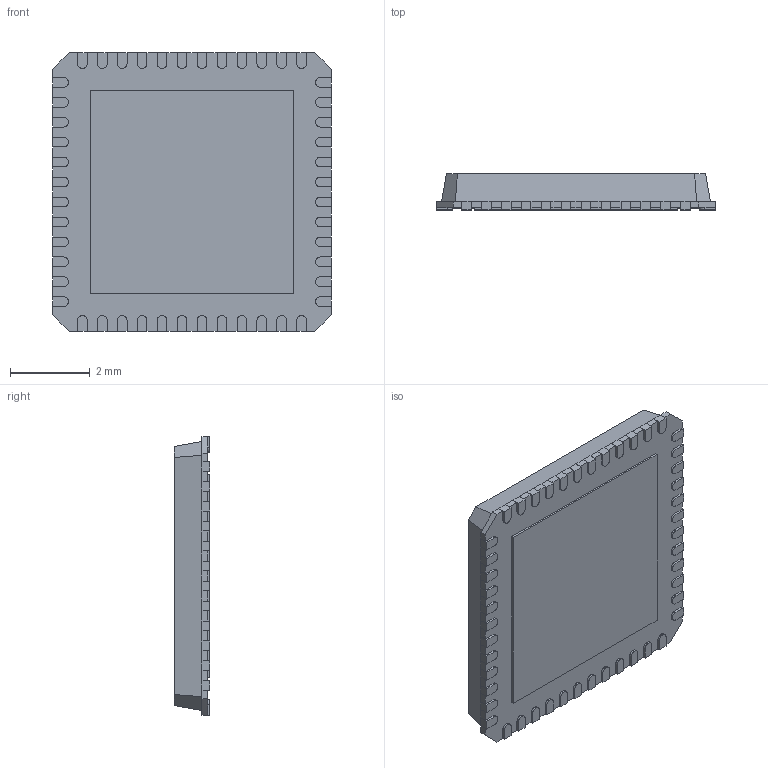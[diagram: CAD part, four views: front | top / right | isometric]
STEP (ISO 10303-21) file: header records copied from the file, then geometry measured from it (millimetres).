
FILE_DESCRIPTION (( 'STEP AP214' ), '1' );
FILE_NAME ('RTC48.STEP', '2020-08-08T00:04:45', ( '' ), ( '' ), 'SwSTEP 2.0', 'SolidWorks 2017', '' );
FILE_SCHEMA (( 'AUTOMOTIVE_DESIGN' ));
Length unit declared in the file: millimetre
Products named in the file (1): RTC48
Bounding box: 7 x 0.9 x 7 mm (x, y, z)
Volume: 39.4 mm3; surface area: 198.4 mm2
Topology: 51 solids, 51 shells, 636 faces, 1500 edges, 968 vertices
Faces by surface type: plane 512, cylinder 124
Entity records: 22098 total; most frequent: CARTESIAN_POINT 3105, DIRECTION 3022, ORIENTED_EDGE 3000, EDGE_CURVE 1500, LINE 1252, VECTOR 1252, VERTEX_POINT 968, AXIS2_PLACEMENT_3D 885
